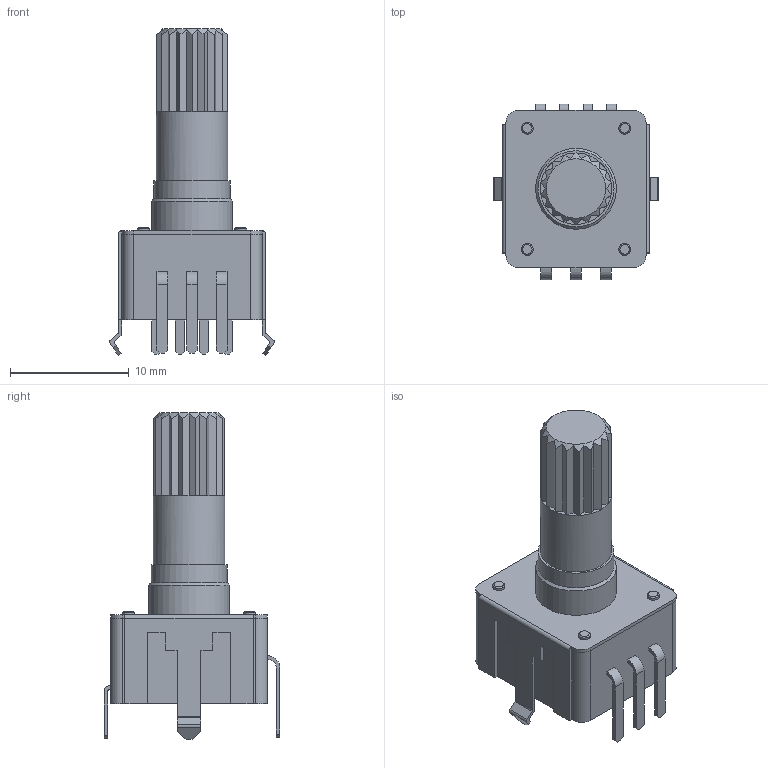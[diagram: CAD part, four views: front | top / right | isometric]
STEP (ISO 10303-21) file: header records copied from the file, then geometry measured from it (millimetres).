
FILE_DESCRIPTION(/* description */ (''),/* implementation_level */ '2;1');
FILE_NAME(/* name */ 'PEL12D-4226G-S2024.step',/* time_stamp */ '2024-10-24T22:28:17+02:00',/* author */ (''),/* organization */ (''),/* preprocessor_version */ 'ST-DEVELOPER v20',/* originating_system */ 'Autodesk Translation Framework v13.20.0.188',/* authorisation */ '');
FILE_SCHEMA (('AUTOMOTIVE_DESIGN { 1 0 10303 214 3 1 1 }'));
Length unit declared in the file: millimetre
Products named in the file (7): EC12PLRGBSDVBF; Shell; Housing; Illuminated; Pins; SW02; SW01
Assembly tree (6 placements, depth 3):
  EC12PLRGBSDVBF
    Shell
    Housing
    Illuminated
    Pins
      SW02
      SW01
Bounding box: 13.87 x 14.8 x 27.48 mm (x, y, z)
Volume: 1688.2 mm3; surface area: 1750.2 mm2
Topology: 10 solids, 10 shells, 226 faces, 552 edges, 351 vertices
Faces by surface type: plane 177, cylinder 43, cone 6
Full cylindrical faces by diameter (mm): 1 x8, 6 x1, 6.4 x1, 6.8 x1
Entity records: 6727 total; most frequent: CARTESIAN_POINT 1214, ORIENTED_EDGE 1104, DIRECTION 1103, EDGE_CURVE 552, LINE 407, VECTOR 407, VERTEX_POINT 351, AXIS2_PLACEMENT_3D 348
